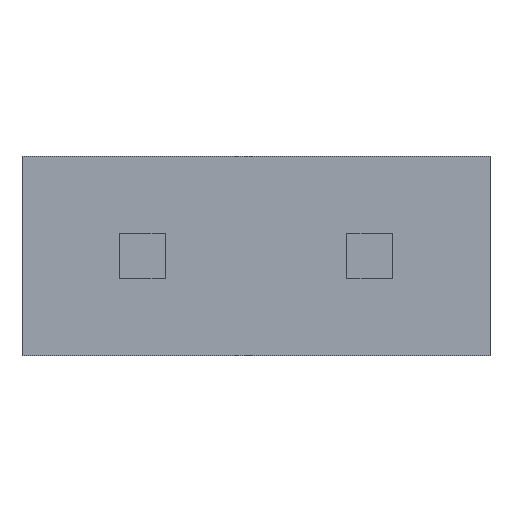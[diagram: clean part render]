
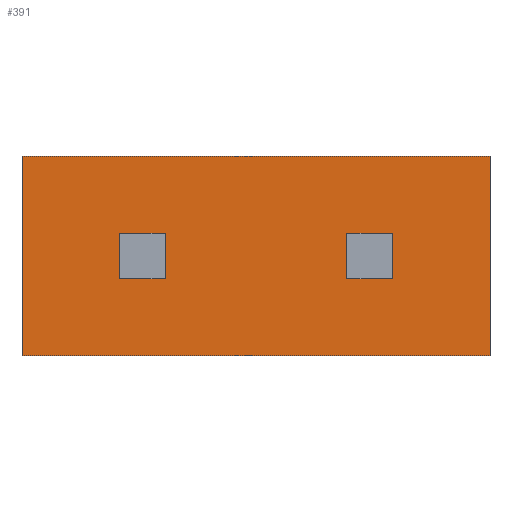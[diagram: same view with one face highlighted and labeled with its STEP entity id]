
A CAD part, front view. The second image highlights one B-rep face of the part: STEP entity #391.
In plain terms, the highlighted planar face has unit normal (0, -1, 0).
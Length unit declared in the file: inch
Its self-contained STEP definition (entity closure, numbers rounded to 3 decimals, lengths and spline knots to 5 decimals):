
#3 = VECTOR ( 'NONE', #167, 39.37008 ) ;
#7 = VECTOR ( 'NONE', #393, 39.37008 ) ;
#13 = LINE ( 'NONE', #292, #266 ) ;
#14 = VERTEX_POINT ( 'NONE', #466 ) ;
#17 = CARTESIAN_POINT ( 'NONE',  ( -0.103, 0., 0.044 ) ) ;
#18 = EDGE_CURVE ( 'NONE', #80, #177, #109, .T. ) ;
#21 = FACE_BOUND ( 'NONE', #272, .T. ) ;
#26 = CARTESIAN_POINT ( 'NONE',  ( -0.06, 0., -0.01 ) ) ;
#42 = ORIENTED_EDGE ( 'NONE', *, *, #279, .F. ) ;
#47 = CARTESIAN_POINT ( 'NONE',  ( 0.04, 0., 0. ) ) ;
#74 = CARTESIAN_POINT ( 'NONE',  ( -0.103, 0., -0.044 ) ) ;
#79 = PLANE ( 'NONE',  #325 ) ;
#80 = VERTEX_POINT ( 'NONE', #271 ) ;
#83 = CARTESIAN_POINT ( 'NONE',  ( 0.103, 0., -0.044 ) ) ;
#85 = VECTOR ( 'NONE', #427, 39.37008 ) ;
#87 = EDGE_CURVE ( 'NONE', #80, #359, #249, .T. ) ;
#88 = VECTOR ( 'NONE', #551, 39.37008 ) ;
#97 = DIRECTION ( 'NONE',  ( -1., 0., 0. ) ) ;
#98 = ORIENTED_EDGE ( 'NONE', *, *, #185, .T. ) ;
#106 = ORIENTED_EDGE ( 'NONE', *, *, #476, .T. ) ;
#109 = LINE ( 'NONE', #542, #236 ) ;
#113 = VERTEX_POINT ( 'NONE', #187 ) ;
#142 = LINE ( 'NONE', #171, #553 ) ;
#158 = DIRECTION ( 'NONE',  ( 0., 0., 1. ) ) ;
#164 = ORIENTED_EDGE ( 'NONE', *, *, #434, .T. ) ;
#167 = DIRECTION ( 'NONE',  ( 0., 0., 1. ) ) ;
#171 = CARTESIAN_POINT ( 'NONE',  ( 0.103, 0., -0.044 ) ) ;
#172 = FACE_OUTER_BOUND ( 'NONE', #307, .T. ) ;
#177 = VERTEX_POINT ( 'NONE', #480 ) ;
#178 = DIRECTION ( 'NONE',  ( 0., -1., 0. ) ) ;
#180 = CARTESIAN_POINT ( 'NONE',  ( 0.06, 0., -0.01 ) ) ;
#184 = CARTESIAN_POINT ( 'NONE',  ( 0., 0., -0.01 ) ) ;
#185 = EDGE_CURVE ( 'NONE', #358, #573, #13, .T. ) ;
#187 = CARTESIAN_POINT ( 'NONE',  ( 0.103, 0., 0.044 ) ) ;
#193 = DIRECTION ( 'NONE',  ( 1., 0., 0. ) ) ;
#200 = LINE ( 'NONE', #74, #7 ) ;
#204 = ORIENTED_EDGE ( 'NONE', *, *, #207, .F. ) ;
#207 = EDGE_CURVE ( 'NONE', #446, #573, #340, .T. ) ;
#221 = DIRECTION ( 'NONE',  ( 1., 0., 0. ) ) ;
#222 = VECTOR ( 'NONE', #324, 39.37008 ) ;
#224 = VECTOR ( 'NONE', #158, 39.37008 ) ;
#225 = CARTESIAN_POINT ( 'NONE',  ( -0.06, 0., 0.01 ) ) ;
#236 = VECTOR ( 'NONE', #461, 39.37008 ) ;
#245 = DIRECTION ( 'NONE',  ( 0., 0., 1. ) ) ;
#249 = LINE ( 'NONE', #184, #563 ) ;
#266 = VECTOR ( 'NONE', #193, 39.37008 ) ;
#270 = DIRECTION ( 'NONE',  ( 1., 0., 0. ) ) ;
#271 = CARTESIAN_POINT ( 'NONE',  ( -0.04, 0., -0.01 ) ) ;
#272 = EDGE_LOOP ( 'NONE', ( #98, #204, #42, #106 ) ) ;
#279 = EDGE_CURVE ( 'NONE', #386, #446, #539, .T. ) ;
#282 = ORIENTED_EDGE ( 'NONE', *, *, #87, .T. ) ;
#292 = CARTESIAN_POINT ( 'NONE',  ( 0., 0., 0.01 ) ) ;
#307 = EDGE_LOOP ( 'NONE', ( #591, #318, #334, #164 ) ) ;
#318 = ORIENTED_EDGE ( 'NONE', *, *, #603, .F. ) ;
#324 = DIRECTION ( 'NONE',  ( 1., 0., 0. ) ) ;
#325 = AXIS2_PLACEMENT_3D ( 'NONE', #478, #178, #221 ) ;
#326 = VERTEX_POINT ( 'NONE', #484 ) ;
#327 = CARTESIAN_POINT ( 'NONE',  ( 0.06, 0., 0.01 ) ) ;
#334 = ORIENTED_EDGE ( 'NONE', *, *, #396, .F. ) ;
#340 = LINE ( 'NONE', #587, #3 ) ;
#352 = VERTEX_POINT ( 'NONE', #225 ) ;
#358 = VERTEX_POINT ( 'NONE', #411 ) ;
#359 = VERTEX_POINT ( 'NONE', #26 ) ;
#371 = EDGE_CURVE ( 'NONE', #177, #352, #562, .T. ) ;
#381 = CARTESIAN_POINT ( 'NONE',  ( 0.04, 0., -0.01 ) ) ;
#386 = VERTEX_POINT ( 'NONE', #381 ) ;
#389 = CARTESIAN_POINT ( 'NONE',  ( 0., 0., 0.01 ) ) ;
#391 = ADVANCED_FACE ( 'NONE', ( #172, #395, #21 ), #79, .T. ) ;
#393 = DIRECTION ( 'NONE',  ( 0., 0., 1. ) ) ;
#395 = FACE_BOUND ( 'NONE', #531, .T. ) ;
#396 = EDGE_CURVE ( 'NONE', #14, #433, #200, .T. ) ;
#406 = LINE ( 'NONE', #83, #475 ) ;
#411 = CARTESIAN_POINT ( 'NONE',  ( 0.04, 0., 0.01 ) ) ;
#420 = DIRECTION ( 'NONE',  ( -1., 0., 0. ) ) ;
#427 = DIRECTION ( 'NONE',  ( 0., 0., 1. ) ) ;
#433 = VERTEX_POINT ( 'NONE', #17 ) ;
#434 = EDGE_CURVE ( 'NONE', #14, #326, #406, .T. ) ;
#439 = VECTOR ( 'NONE', #420, 39.37008 ) ;
#443 = EDGE_CURVE ( 'NONE', #326, #113, #142, .T. ) ;
#446 = VERTEX_POINT ( 'NONE', #180 ) ;
#450 = CARTESIAN_POINT ( 'NONE',  ( 0.103, 0., 0.044 ) ) ;
#461 = DIRECTION ( 'NONE',  ( 0., 0., 1. ) ) ;
#466 = CARTESIAN_POINT ( 'NONE',  ( -0.103, 0., -0.044 ) ) ;
#468 = ORIENTED_EDGE ( 'NONE', *, *, #18, .F. ) ;
#475 = VECTOR ( 'NONE', #270, 39.37008 ) ;
#476 = EDGE_CURVE ( 'NONE', #386, #358, #482, .T. ) ;
#478 = CARTESIAN_POINT ( 'NONE',  ( 0., 0., -0.044 ) ) ;
#480 = CARTESIAN_POINT ( 'NONE',  ( -0.04, 0., 0.01 ) ) ;
#482 = LINE ( 'NONE', #47, #224 ) ;
#484 = CARTESIAN_POINT ( 'NONE',  ( 0.103, 0., -0.044 ) ) ;
#494 = LINE ( 'NONE', #586, #85 ) ;
#504 = ORIENTED_EDGE ( 'NONE', *, *, #584, .T. ) ;
#525 = ORIENTED_EDGE ( 'NONE', *, *, #371, .F. ) ;
#526 = LINE ( 'NONE', #450, #222 ) ;
#531 = EDGE_LOOP ( 'NONE', ( #504, #525, #468, #282 ) ) ;
#539 = LINE ( 'NONE', #577, #88 ) ;
#542 = CARTESIAN_POINT ( 'NONE',  ( -0.04, 0., 0. ) ) ;
#551 = DIRECTION ( 'NONE',  ( 1., 0., 0. ) ) ;
#553 = VECTOR ( 'NONE', #245, 39.37008 ) ;
#562 = LINE ( 'NONE', #389, #439 ) ;
#563 = VECTOR ( 'NONE', #97, 39.37008 ) ;
#573 = VERTEX_POINT ( 'NONE', #327 ) ;
#577 = CARTESIAN_POINT ( 'NONE',  ( 0., 0., -0.01 ) ) ;
#584 = EDGE_CURVE ( 'NONE', #359, #352, #494, .T. ) ;
#586 = CARTESIAN_POINT ( 'NONE',  ( -0.06, 0., 0. ) ) ;
#587 = CARTESIAN_POINT ( 'NONE',  ( 0.06, 0., 0. ) ) ;
#591 = ORIENTED_EDGE ( 'NONE', *, *, #443, .T. ) ;
#603 = EDGE_CURVE ( 'NONE', #433, #113, #526, .T. ) ;
